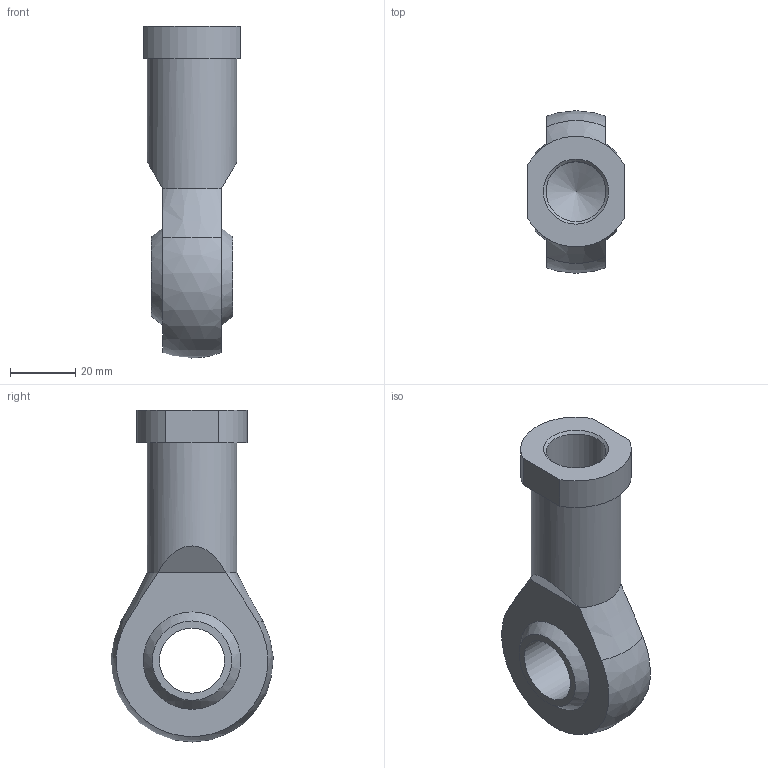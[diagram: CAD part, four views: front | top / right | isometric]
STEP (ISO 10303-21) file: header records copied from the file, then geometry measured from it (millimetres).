
FILE_DESCRIPTION((''),'2;1');
FILE_NAME('SSFI20x1.5X.stp','2014-12-22T14:13:38',('carlo.corazza'),(''),'Autodesk Inventor 2012','Autodesk Inventor 2012','');
FILE_SCHEMA(('AUTOMOTIVE_DESIGN { 1 0 10303 214 1 1 1 1 }'));
Length unit declared in the file: millimetre
Products named in the file (1): SSFI20x1.5X
Bounding box: 30 x 49.96 x 102 mm (x, y, z)
Volume: 54877.3 mm3; surface area: 15116.9 mm2
Topology: 1 solids, 1 shells, 22 faces, 47 edges, 31 vertices
Faces by surface type: plane 10, cylinder 5, cone 4, sphere 3
Full cylindrical faces by diameter (mm): 18.376 x1, 20 x1, 27.5 x1
Entity records: 592 total; most frequent: DIRECTION 100, CARTESIAN_POINT 93, ORIENTED_EDGE 72, AXIS2_PLACEMENT_3D 45, EDGE_CURVE 36, EDGE_LOOP 34, VERTEX_POINT 26, FACE_OUTER_BOUND 22
